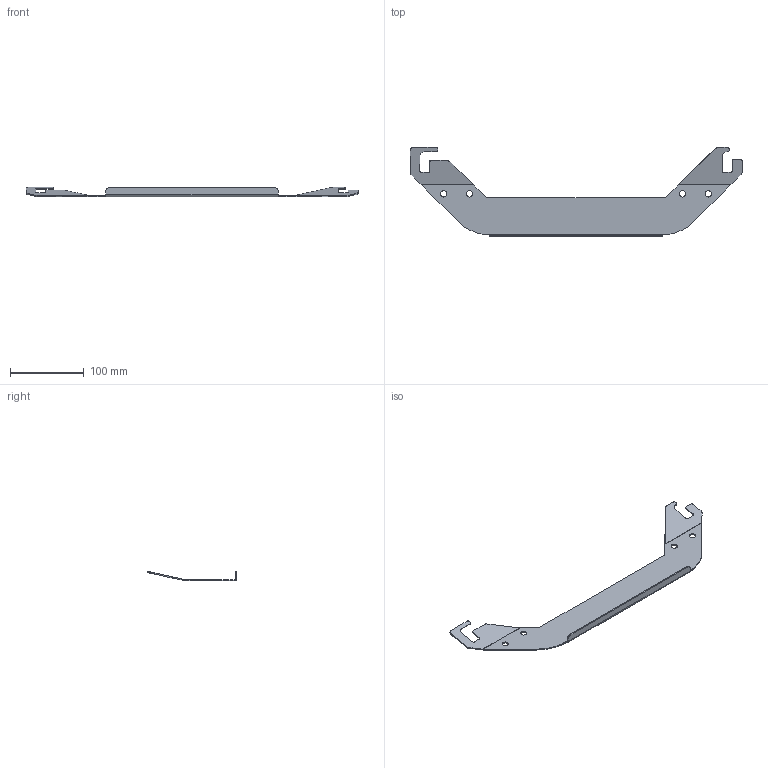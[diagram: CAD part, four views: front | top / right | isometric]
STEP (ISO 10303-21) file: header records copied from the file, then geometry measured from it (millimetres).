
FILE_DESCRIPTION (( 'STEP AP214' ), '1' );
FILE_NAME ('21-12-2016-15-17-41-932407.step', '2016-12-21T14:17:42', ( '' ), ( '' ), 'SwSTEP 2.0', 'SolidWorks 2015', '' );
FILE_SCHEMA (( 'AUTOMOTIVE_DESIGN' ));
Length unit declared in the file: millimetre
Products named in the file (1): 21-12-2016-15-17-41-932407
Bounding box: 450 x 121.77 x 12.74 mm (x, y, z)
Volume: 39748 mm3; surface area: 55023.4 mm2
Topology: 1 solids, 1 shells, 79 faces, 207 edges, 130 vertices
Faces by surface type: cylinder 37, plane 36, bspline 6
Entity records: 2519 total; most frequent: CARTESIAN_POINT 537, ORIENTED_EDGE 414, DIRECTION 397, EDGE_CURVE 207, AXIS2_PLACEMENT_3D 140, VERTEX_POINT 130, LINE 117, VECTOR 117
